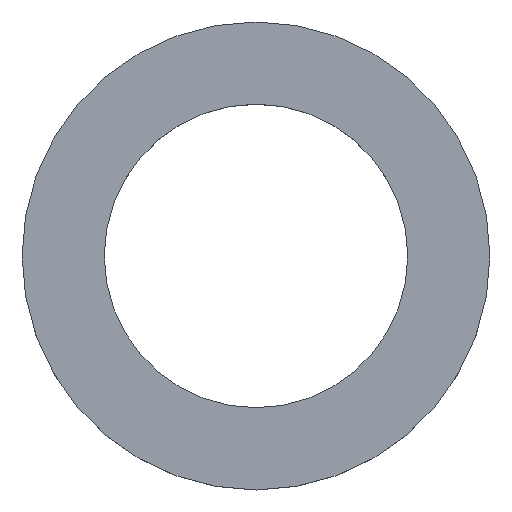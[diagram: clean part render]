
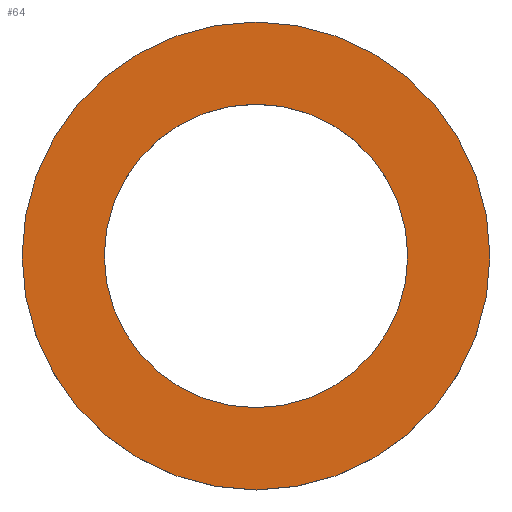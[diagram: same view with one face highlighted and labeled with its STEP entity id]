
A CAD part, top view. The second image highlights one B-rep face of the part: STEP entity #64.
In plain terms, the highlighted planar face has unit normal (0, 0, 1).
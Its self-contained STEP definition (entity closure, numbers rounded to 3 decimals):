
#22=FACE_BOUND('',#32,.T.);
#26=FACE_OUTER_BOUND('',#31,.T.);
#31=EDGE_LOOP('',(#57));
#32=EDGE_LOOP('',(#58));
#35=CIRCLE('',#92,2.52);
#36=CIRCLE('',#94,3.885);
#39=VERTEX_POINT('',#123);
#40=VERTEX_POINT('',#127);
#43=EDGE_CURVE('',#39,#39,#35,.T.);
#45=EDGE_CURVE('',#40,#40,#36,.T.);
#57=ORIENTED_EDGE('',*,*,#45,.T.);
#58=ORIENTED_EDGE('',*,*,#43,.T.);
#60=PLANE('',#95);
#64=ADVANCED_FACE('',(#26,#22),#60,.T.);
#92=AXIS2_PLACEMENT_3D('',#124,#106,#107);
#94=AXIS2_PLACEMENT_3D('',#128,#111,#112);
#95=AXIS2_PLACEMENT_3D('',#130,#114,#115);
#106=DIRECTION('center_axis',(0.,0.,-1.));
#107=DIRECTION('ref_axis',(-1.,0.,0.));
#111=DIRECTION('center_axis',(0.,0.,1.));
#112=DIRECTION('ref_axis',(1.,0.,0.));
#114=DIRECTION('center_axis',(0.,0.,1.));
#115=DIRECTION('ref_axis',(1.,0.,0.));
#123=CARTESIAN_POINT('',(2.52,0.,0.495));
#124=CARTESIAN_POINT('Origin',(0.,0.,0.495));
#127=CARTESIAN_POINT('',(-3.885,0.,0.495));
#128=CARTESIAN_POINT('Origin',(0.,0.,0.495));
#130=CARTESIAN_POINT('Origin',(0.,0.,0.495));
